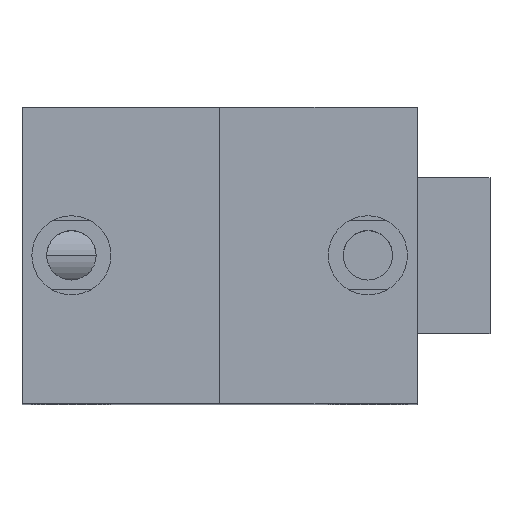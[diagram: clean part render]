
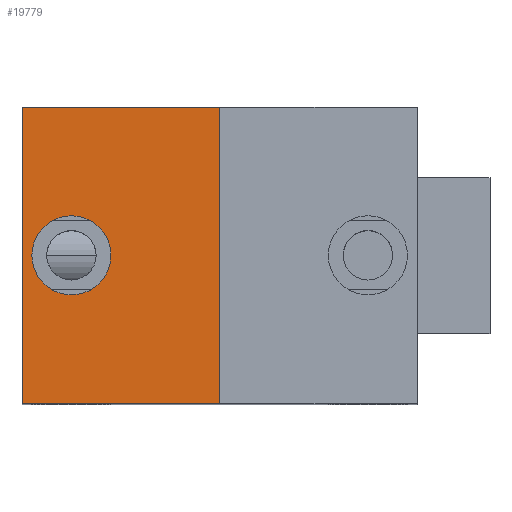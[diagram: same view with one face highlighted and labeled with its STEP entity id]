
A CAD part, top view. The second image highlights one B-rep face of the part: STEP entity #19779.
In plain terms, the highlighted planar face has unit normal (0, 0, 1).
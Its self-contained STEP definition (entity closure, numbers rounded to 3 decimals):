
#157 = CARTESIAN_POINT ( 'NONE',  ( -20., -15., 55. ) ) ;
#839 = DIRECTION ( 'NONE',  ( 1., 0., 0. ) ) ;
#2178 = DIRECTION ( 'NONE',  ( 0., 0., -1. ) ) ;
#2801 = CARTESIAN_POINT ( 'NONE',  ( 20., -15., 55. ) ) ;
#3575 = DIRECTION ( 'NONE',  ( 0., 0., 1. ) ) ;
#3617 = VECTOR ( 'NONE', #10210, 1000. ) ;
#4681 = CARTESIAN_POINT ( 'NONE',  ( -15., 0., 55. ) ) ;
#4960 = CARTESIAN_POINT ( 'NONE',  ( 20., 15., 55. ) ) ;
#5705 = ORIENTED_EDGE ( 'NONE', *, *, #11288, .F. ) ;
#5846 = FACE_OUTER_BOUND ( 'NONE', #10835, .T. ) ;
#6289 = LINE ( 'NONE', #157, #26857 ) ;
#7365 = DIRECTION ( 'NONE',  ( 0., 0., 1. ) ) ;
#10167 = CARTESIAN_POINT ( 'NONE',  ( 20., -15., 55. ) ) ;
#10210 = DIRECTION ( 'NONE',  ( 0., -1., 0. ) ) ;
#10537 = CARTESIAN_POINT ( 'NONE',  ( 0., -15., 55. ) ) ;
#10835 = EDGE_LOOP ( 'NONE', ( #29072, #12438, #16505, #5705 ) ) ;
#11237 = EDGE_CURVE ( 'NONE', #25473, #23227, #17921, .T. ) ;
#11288 = EDGE_CURVE ( 'NONE', #23227, #30303, #19043, .T. ) ;
#12438 = ORIENTED_EDGE ( 'NONE', *, *, #20356, .T. ) ;
#12547 = CARTESIAN_POINT ( 'NONE',  ( -20., -15., 55. ) ) ;
#12924 = VERTEX_POINT ( 'NONE', #24075 ) ;
#13804 = DIRECTION ( 'NONE',  ( -1., 0., 0. ) ) ;
#14366 = AXIS2_PLACEMENT_3D ( 'NONE', #4681, #7365, #28500 ) ;
#14684 = VERTEX_POINT ( 'NONE', #27784 ) ;
#15281 = CARTESIAN_POINT ( 'NONE',  ( -19., 0., 55. ) ) ;
#15617 = CARTESIAN_POINT ( 'NONE',  ( 0., -15., 55. ) ) ;
#16505 = ORIENTED_EDGE ( 'NONE', *, *, #28700, .T. ) ;
#17555 = LINE ( 'NONE', #4960, #33069 ) ;
#17921 = LINE ( 'NONE', #10537, #3617 ) ;
#18561 = DIRECTION ( 'NONE',  ( -1., 0., 0. ) ) ;
#19043 = LINE ( 'NONE', #2801, #26141 ) ;
#19779 = ADVANCED_FACE ( 'NONE', ( #28950, #5846 ), #26356, .F. ) ;
#20271 = VERTEX_POINT ( 'NONE', #15281 ) ;
#20352 = ORIENTED_EDGE ( 'NONE', *, *, #32316, .F. ) ;
#20356 = EDGE_CURVE ( 'NONE', #25473, #14684, #17555, .T. ) ;
#20921 = ORIENTED_EDGE ( 'NONE', *, *, #28490, .F. ) ;
#22680 = CIRCLE ( 'NONE', #14366, 4. ) ;
#22949 = CARTESIAN_POINT ( 'NONE',  ( 0., 15., 55. ) ) ;
#23227 = VERTEX_POINT ( 'NONE', #15617 ) ;
#24075 = CARTESIAN_POINT ( 'NONE',  ( -11., 0., 55. ) ) ;
#24904 = CARTESIAN_POINT ( 'NONE',  ( -15., 0., 55. ) ) ;
#25473 = VERTEX_POINT ( 'NONE', #22949 ) ;
#26141 = VECTOR ( 'NONE', #13804, 1000. ) ;
#26356 = PLANE ( 'NONE',  #27849 ) ;
#26467 = DIRECTION ( 'NONE',  ( -1., 0., 0. ) ) ;
#26857 = VECTOR ( 'NONE', #29874, 1000. ) ;
#27784 = CARTESIAN_POINT ( 'NONE',  ( -20., 15., 55. ) ) ;
#27849 = AXIS2_PLACEMENT_3D ( 'NONE', #10167, #2178, #26467 ) ;
#27945 = CIRCLE ( 'NONE', #34263, 4. ) ;
#28490 = EDGE_CURVE ( 'NONE', #12924, #20271, #22680, .T. ) ;
#28500 = DIRECTION ( 'NONE',  ( 1., 0., 0. ) ) ;
#28700 = EDGE_CURVE ( 'NONE', #14684, #30303, #6289, .T. ) ;
#28950 = FACE_BOUND ( 'NONE', #33467, .T. ) ;
#29072 = ORIENTED_EDGE ( 'NONE', *, *, #11237, .F. ) ;
#29874 = DIRECTION ( 'NONE',  ( 0., -1., 0. ) ) ;
#30303 = VERTEX_POINT ( 'NONE', #12547 ) ;
#32316 = EDGE_CURVE ( 'NONE', #20271, #12924, #27945, .T. ) ;
#33069 = VECTOR ( 'NONE', #18561, 1000. ) ;
#33467 = EDGE_LOOP ( 'NONE', ( #20921, #20352 ) ) ;
#34263 = AXIS2_PLACEMENT_3D ( 'NONE', #24904, #3575, #839 ) ;
